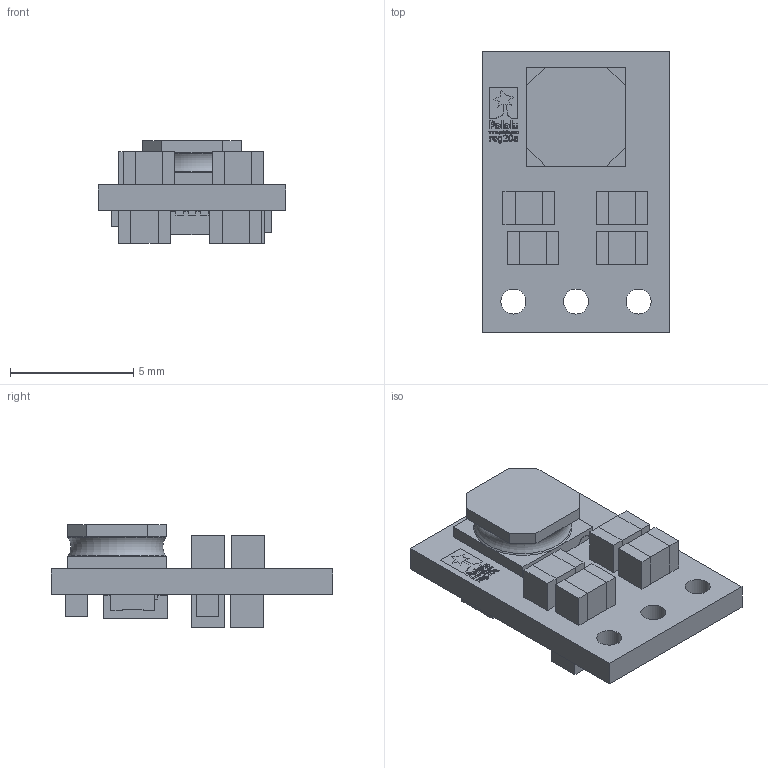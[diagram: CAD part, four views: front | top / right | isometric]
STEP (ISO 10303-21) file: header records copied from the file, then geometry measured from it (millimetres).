
FILE_DESCRIPTION (( 'STEP AP214' ), '1' );
FILE_NAME ('pololu-5v-step-up-step-down-voltage-regulator-s9v11f5.step', '2017-03-29T00:00:02', ( '' ), ( '' ), 'SwSTEP 2.0', 'SolidWorks 2016', '' );
FILE_SCHEMA (( 'AUTOMOTIVE_DESIGN' ));
Length unit declared in the file: millimetre
Products named in the file (1): pololu-5v-step-up-step-down-voltage-regulator-s9v11f5
Bounding box: 7.62 x 11.43 x 4.17 mm (x, y, z)
Volume: 150.8 mm3; surface area: 353.2 mm2
Topology: 1 solids, 1 shells, 615 faces, 1674 edges, 1100 vertices
Faces by surface type: plane 426, bspline 162, cylinder 25, cone 1, torus 1
Full cylindrical faces by diameter (mm): 1.016 x3
Entity records: 31766 total; most frequent: CARTESIAN_POINT 10621, ORIENTED_EDGE 3332, DIRECTION 2240, EDGE_CURVE 1666, LINE 1224, VECTOR 1224, VERTEX_POINT 1098, EDGE_LOOP 690
